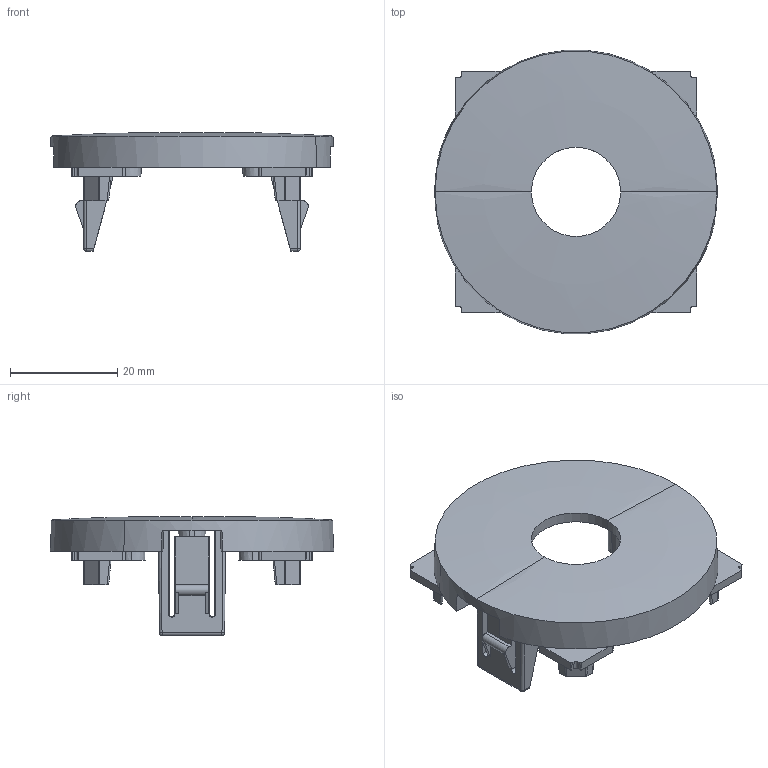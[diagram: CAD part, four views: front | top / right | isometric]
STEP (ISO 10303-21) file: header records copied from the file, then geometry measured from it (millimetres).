
FILE_DESCRIPTION(('CATIA V5 STEP Exchange','CAx-IF Rec.Pracs.--- Model Styling and Organization---1.5--- 2016-08-15','CAx-IF Rec.Pracs.---Supplemental Geometry---1.0---2011-11-01','CAx-IF Rec.Pracs.--- Composite Materials ---1.1---2010-07-15'),'2;1');
FILE_NAME('CB0073s.stp','2023-10-04T12:49:49+00:00',('none'),('none'),'CATIA Version 5-6 Release 2020 SP3','CATIA V5 STEP AP214 v2','none');
FILE_SCHEMA(('AUTOMOTIVE_DESIGN { 1 0 10303 214 1 1 1 1 }'));
Length unit declared in the file: millimetre
Products named in the file (1): 0043C37
Bounding box: 52.64 x 52.74 x 22.14 mm (x, y, z)
Volume: 6524.2 mm3; surface area: 8371.1 mm2
Topology: 1 solids, 1 shells, 277 faces, 815 edges, 537 vertices
Faces by surface type: plane 125, cone 52, cylinder 36, bspline 36, torus 16, revolution 8, sphere 4
Entity records: 11840 total; most frequent: CARTESIAN_POINT 5558, ORIENTED_EDGE 1614, EDGE_CURVE 807, DIRECTION 784, VERTEX_POINT 537, B_SPLINE_CURVE_WITH_KNOTS 379, VECTOR 304, LINE 304
